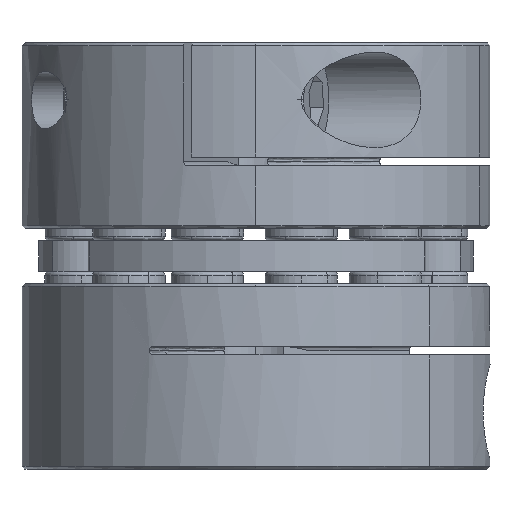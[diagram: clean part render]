
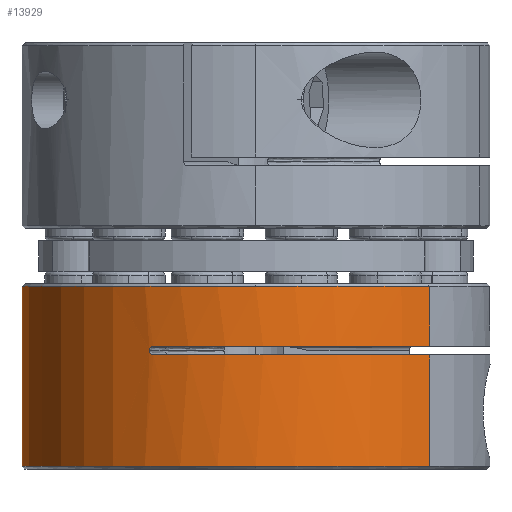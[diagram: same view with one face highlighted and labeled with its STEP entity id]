
A CAD part, left-side view. The second image highlights one B-rep face of the part: STEP entity #13929.
In plain terms, the highlighted cylindrical face has radius 41 mm (diameter 82 mm), a partial arc.
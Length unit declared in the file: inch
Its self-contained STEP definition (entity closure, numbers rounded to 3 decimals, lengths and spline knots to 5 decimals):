
#112 = DIRECTION ( 'NONE',  ( 0., 0., 1. ) ) ;
#130 = CARTESIAN_POINT ( 'NONE',  ( 0., 0., 0.98 ) ) ;
#192 = CARTESIAN_POINT ( 'NONE',  ( -1.4475, 0.71436, 1.80628 ) ) ;
#554 = CYLINDRICAL_SURFACE ( 'NONE', #19617, 1.61417 ) ;
#565 = EDGE_CURVE ( 'NONE', #9199, #17233, #13727, .T. ) ;
#676 = ORIENTED_EDGE ( 'NONE', *, *, #19441, .F. ) ;
#711 = VERTEX_POINT ( 'NONE', #16856 ) ;
#716 = AXIS2_PLACEMENT_3D ( 'NONE', #7471, #18671, #9077 ) ;
#806 = ORIENTED_EDGE ( 'NONE', *, *, #6875, .T. ) ;
#934 = ORIENTED_EDGE ( 'NONE', *, *, #18401, .T. ) ;
#1024 = DIRECTION ( 'NONE',  ( 1., 0., 0. ) ) ;
#1059 = DIRECTION ( 'NONE',  ( 1., 0., 0. ) ) ;
#1335 = EDGE_CURVE ( 'NONE', #12089, #12193, #14463, .T. ) ;
#1415 = AXIS2_PLACEMENT_3D ( 'NONE', #17091, #7485, #18680 ) ;
#1426 = CARTESIAN_POINT ( 'NONE',  ( 0., 0., 0.96 ) ) ;
#1670 = CARTESIAN_POINT ( 'NONE',  ( -1.4374, 0.73447, 1.78583 ) ) ;
#1719 = DIRECTION ( 'NONE',  ( 1., 0., 0. ) ) ;
#1762 = EDGE_CURVE ( 'NONE', #10381, #13906, #20701, .T. ) ;
#1822 = AXIS2_PLACEMENT_3D ( 'NONE', #20191, #10653, #1059 ) ;
#2072 = EDGE_CURVE ( 'NONE', #9199, #16993, #2409, .T. ) ;
#2409 = CIRCLE ( 'NONE', #1822, 1.61417 ) ;
#2646 = CARTESIAN_POINT ( 'NONE',  ( -1.08009, -1.19956, 0.96 ) ) ;
#3057 = CIRCLE ( 'NONE', #1415, 1.61417 ) ;
#3257 = CARTESIAN_POINT ( 'NONE',  ( -1.44278, 0.72383, 1.80137 ) ) ;
#3399 = CARTESIAN_POINT ( 'NONE',  ( -1.08009, -1.19956, 2.21953 ) ) ;
#3963 = ORIENTED_EDGE ( 'NONE', *, *, #1762, .F. ) ;
#4039 = CIRCLE ( 'NONE', #15766, 1.61417 ) ;
#4569 = DIRECTION ( 'NONE',  ( 0., 0., 1. ) ) ;
#4742 = CIRCLE ( 'NONE', #8668, 1.61417 ) ;
#4859 = CARTESIAN_POINT ( 'NONE',  ( -1.45091, 0.70741, 1.807 ) ) ;
#4899 = CARTESIAN_POINT ( 'NONE',  ( -1.4374, 0.73447, 1.807 ) ) ;
#5223 = CARTESIAN_POINT ( 'NONE',  ( -1.08009, -1.19956, 1.807 ) ) ;
#5525 = LINE ( 'NONE', #11169, #13547 ) ;
#5557 = CARTESIAN_POINT ( 'NONE',  ( -1.08009, -1.19956, 0.98 ) ) ;
#5666 = DIRECTION ( 'NONE',  ( 0., 0., 1. ) ) ;
#6050 = ORIENTED_EDGE ( 'NONE', *, *, #16083, .F. ) ;
#6285 = ORIENTED_EDGE ( 'NONE', *, *, #19392, .F. ) ;
#6289 = CARTESIAN_POINT ( 'NONE',  ( -1.4374, 0.73447, 1.776 ) ) ;
#6446 = ORIENTED_EDGE ( 'NONE', *, *, #10217, .T. ) ;
#6509 = CARTESIAN_POINT ( 'NONE',  ( 1.08009, 1.19956, 0.96 ) ) ;
#6615 = CARTESIAN_POINT ( 'NONE',  ( -1.45091, 0.70741, 1.807 ) ) ;
#6875 = EDGE_CURVE ( 'NONE', #7293, #12206, #5525, .T. ) ;
#7293 = VERTEX_POINT ( 'NONE', #5557 ) ;
#7471 = CARTESIAN_POINT ( 'NONE',  ( 0., 0., 1.807 ) ) ;
#7485 = DIRECTION ( 'NONE',  ( 0., 0., 1. ) ) ;
#7743 = CARTESIAN_POINT ( 'NONE',  ( -1.4374, 0.73447, 1.776 ) ) ;
#7855 = LINE ( 'NONE', #4899, #20088 ) ;
#7900 = CARTESIAN_POINT ( 'NONE',  ( -1.43919, 0.73094, 1.76116 ) ) ;
#8049 = DIRECTION ( 'NONE',  ( 0., 0., 1. ) ) ;
#8668 = AXIS2_PLACEMENT_3D ( 'NONE', #20159, #10617, #1024 ) ;
#8785 = VERTEX_POINT ( 'NONE', #9799 ) ;
#8857 = CIRCLE ( 'NONE', #716, 1.61417 ) ;
#9077 = DIRECTION ( 'NONE',  ( 1., 0., 0. ) ) ;
#9181 = VECTOR ( 'NONE', #11126, 39.37008 ) ;
#9199 = VERTEX_POINT ( 'NONE', #17624 ) ;
#9472 = VECTOR ( 'NONE', #8049, 39.37008 ) ;
#9492 = CARTESIAN_POINT ( 'NONE',  ( -1.44404, 0.72135, 1.75001 ) ) ;
#9799 = CARTESIAN_POINT ( 'NONE',  ( -1.61417, 0., 2.21953 ) ) ;
#10069 = FACE_OUTER_BOUND ( 'NONE', #12794, .T. ) ;
#10217 = EDGE_CURVE ( 'NONE', #12206, #711, #4742, .T. ) ;
#10254 = ORIENTED_EDGE ( 'NONE', *, *, #565, .F. ) ;
#10381 = VERTEX_POINT ( 'NONE', #6615 ) ;
#10617 = DIRECTION ( 'NONE',  ( 0., 0., -1. ) ) ;
#10653 = DIRECTION ( 'NONE',  ( 0., 0., 1. ) ) ;
#10991 = EDGE_CURVE ( 'NONE', #16993, #7293, #11648, .T. ) ;
#10996 = ORIENTED_EDGE ( 'NONE', *, *, #2072, .T. ) ;
#11012 = DIRECTION ( 'NONE',  ( 1., 0., 0. ) ) ;
#11048 = ORIENTED_EDGE ( 'NONE', *, *, #1335, .F. ) ;
#11126 = DIRECTION ( 'NONE',  ( 0., 0., -1. ) ) ;
#11127 = CARTESIAN_POINT ( 'NONE',  ( -1.45091, 0.70741, 1.747 ) ) ;
#11169 = CARTESIAN_POINT ( 'NONE',  ( -1.08009, -1.19956, 0.96 ) ) ;
#11239 = CARTESIAN_POINT ( 'NONE',  ( -1.4374, 0.73447, 1.778 ) ) ;
#11302 = DIRECTION ( 'NONE',  ( 0., 0., 1. ) ) ;
#11623 = CARTESIAN_POINT ( 'NONE',  ( -1.61417, 0., 0.98 ) ) ;
#11648 = CIRCLE ( 'NONE', #14971, 1.61417 ) ;
#11838 = EDGE_CURVE ( 'NONE', #10381, #12193, #8857, .T. ) ;
#12089 = VERTEX_POINT ( 'NONE', #3399 ) ;
#12102 = ORIENTED_EDGE ( 'NONE', *, *, #11838, .T. ) ;
#12193 = VERTEX_POINT ( 'NONE', #5223 ) ;
#12206 = VERTEX_POINT ( 'NONE', #13355 ) ;
#12736 = CARTESIAN_POINT ( 'NONE',  ( 1.08009, 1.19956, 2.21953 ) ) ;
#12794 = EDGE_LOOP ( 'NONE', ( #10254, #10996, #18941, #806, #6446, #6050, #934, #3963, #12102, #11048, #676, #6285 ) ) ;
#12858 = CARTESIAN_POINT ( 'NONE',  ( -1.43897, 0.7314, 1.79342 ) ) ;
#13355 = CARTESIAN_POINT ( 'NONE',  ( -1.08009, -1.19956, 1.747 ) ) ;
#13547 = VECTOR ( 'NONE', #20591, 39.37008 ) ;
#13727 = LINE ( 'NONE', #6509, #9472 ) ;
#13906 = VERTEX_POINT ( 'NONE', #14098 ) ;
#13929 = ADVANCED_FACE ( 'NONE', ( #10069 ), #554, .T. ) ;
#14098 = CARTESIAN_POINT ( 'NONE',  ( -1.4374, 0.73447, 1.778 ) ) ;
#14439 = B_SPLINE_CURVE_WITH_KNOTS ( 'NONE', 3,
 ( #6289, #15887, #17495, #7900, #19087, #9492, #20675, #11127 ),
 .UNSPECIFIED., .F., .F.,
 ( 4, 2, 2, 4 ),
 ( 0., 0.00029, 0.00059, 0.00118 ),
 .UNSPECIFIED. ) ;
#14463 = LINE ( 'NONE', #2646, #9181 ) ;
#14464 = CARTESIAN_POINT ( 'NONE',  ( -1.44428, 0.72086, 1.80346 ) ) ;
#14971 = AXIS2_PLACEMENT_3D ( 'NONE', #130, #11302, #1719 ) ;
#15250 = CARTESIAN_POINT ( 'NONE',  ( 0., 0., 2.21953 ) ) ;
#15766 = AXIS2_PLACEMENT_3D ( 'NONE', #15250, #5666, #16879 ) ;
#15887 = CARTESIAN_POINT ( 'NONE',  ( -1.4374, 0.73447, 1.77209 ) ) ;
#16028 = VERTEX_POINT ( 'NONE', #7743 ) ;
#16083 = EDGE_CURVE ( 'NONE', #16028, #711, #14439, .T. ) ;
#16856 = CARTESIAN_POINT ( 'NONE',  ( -1.45091, 0.70741, 1.747 ) ) ;
#16879 = DIRECTION ( 'NONE',  ( -0.669, -0.743, 0. ) ) ;
#16993 = VERTEX_POINT ( 'NONE', #11623 ) ;
#17091 = CARTESIAN_POINT ( 'NONE',  ( 0., 0., 2.21953 ) ) ;
#17233 = VERTEX_POINT ( 'NONE', #12736 ) ;
#17495 = CARTESIAN_POINT ( 'NONE',  ( -1.43777, 0.73373, 1.76824 ) ) ;
#17624 = CARTESIAN_POINT ( 'NONE',  ( 1.08009, 1.19956, 0.98 ) ) ;
#17683 = CARTESIAN_POINT ( 'NONE',  ( -1.44919, 0.71093, 1.807 ) ) ;
#18401 = EDGE_CURVE ( 'NONE', #16028, #13906, #7855, .T. ) ;
#18671 = DIRECTION ( 'NONE',  ( 0., 0., 1. ) ) ;
#18680 = DIRECTION ( 'NONE',  ( -0.669, -0.743, 0. ) ) ;
#18941 = ORIENTED_EDGE ( 'NONE', *, *, #10991, .T. ) ;
#19087 = CARTESIAN_POINT ( 'NONE',  ( -1.44024, 0.72888, 1.75794 ) ) ;
#19392 = EDGE_CURVE ( 'NONE', #17233, #8785, #4039, .T. ) ;
#19441 = EDGE_CURVE ( 'NONE', #8785, #12089, #3057, .T. ) ;
#19617 = AXIS2_PLACEMENT_3D ( 'NONE', #1426, #4569, #11012 ) ;
#20088 = VECTOR ( 'NONE', #112, 39.37008 ) ;
#20159 = CARTESIAN_POINT ( 'NONE',  ( 0., 0., 1.747 ) ) ;
#20191 = CARTESIAN_POINT ( 'NONE',  ( 0., 0., 0.98 ) ) ;
#20591 = DIRECTION ( 'NONE',  ( 0., 0., 1. ) ) ;
#20675 = CARTESIAN_POINT ( 'NONE',  ( -1.44748, 0.71444, 1.747 ) ) ;
#20701 = B_SPLINE_CURVE_WITH_KNOTS ( 'NONE', 3,
 ( #4859, #17683, #192, #14464, #3257, #12858, #1670, #11239 ),
 .UNSPECIFIED., .F., .F.,
 ( 4, 2, 2, 4 ),
 ( 0., 0.00029, 0.00059, 0.00118 ),
 .UNSPECIFIED. ) ;
